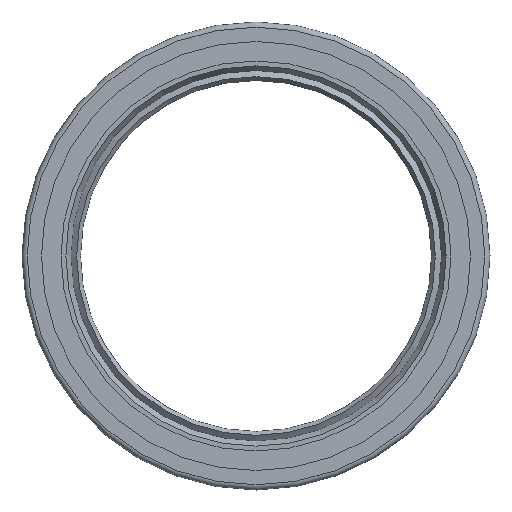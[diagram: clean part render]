
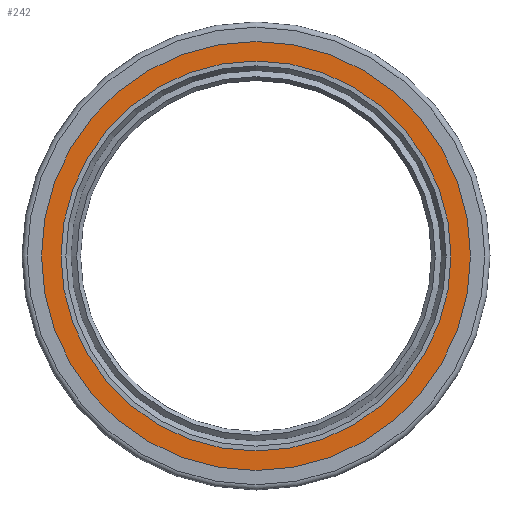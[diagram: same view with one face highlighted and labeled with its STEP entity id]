
A CAD part, left-side view. The second image highlights one B-rep face of the part: STEP entity #242.
In plain terms, the highlighted planar face has unit normal (-1, 0, 0).
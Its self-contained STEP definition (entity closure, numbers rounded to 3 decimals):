
#40=ORIENTED_EDGE('',*,*,#83,.T.);
#41=ORIENTED_EDGE('',*,*,#82,.F.);
#82=EDGE_CURVE('',#104,#104,#126,.T.);
#83=EDGE_CURVE('',#105,#105,#127,.T.);
#104=VERTEX_POINT('',#417);
#105=VERTEX_POINT('',#420);
#126=CIRCLE('',#279,36.667);
#127=CIRCLE('',#281,33.333);
#150=EDGE_LOOP('',(#40));
#151=EDGE_LOOP('',(#41));
#194=FACE_BOUND('',#150,.T.);
#195=FACE_BOUND('',#151,.T.);
#235=PLANE('',#280);
#242=ADVANCED_FACE('',(#194,#195),#235,.T.);
#279=AXIS2_PLACEMENT_3D('',#416,#329,#330);
#280=AXIS2_PLACEMENT_3D('',#418,#331,#332);
#281=AXIS2_PLACEMENT_3D('',#419,#333,#334);
#329=DIRECTION('',(1.,0.,0.));
#330=DIRECTION('',(0.,1.,0.));
#331=DIRECTION('',(-1.,0.,0.));
#332=DIRECTION('',(0.,-1.,0.));
#333=DIRECTION('',(1.,0.,0.));
#334=DIRECTION('',(0.,1.,0.));
#416=CARTESIAN_POINT('',(0.2,0.,0.));
#417=CARTESIAN_POINT('',(0.2,36.667,0.));
#418=CARTESIAN_POINT('',(0.2,36.667,0.));
#419=CARTESIAN_POINT('',(0.2,0.,0.));
#420=CARTESIAN_POINT('',(0.2,33.333,0.));
